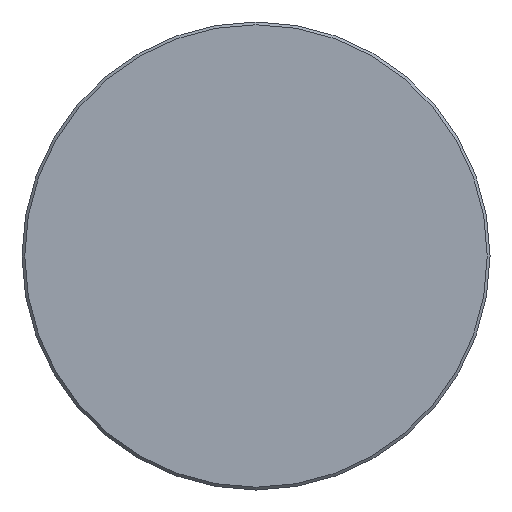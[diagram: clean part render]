
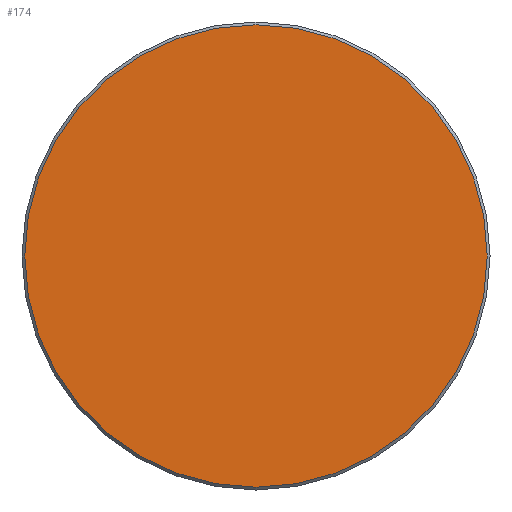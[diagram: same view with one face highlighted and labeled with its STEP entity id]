
A CAD part, front view. The second image highlights one B-rep face of the part: STEP entity #174.
In plain terms, the highlighted planar face has unit normal (0, -1, 0).
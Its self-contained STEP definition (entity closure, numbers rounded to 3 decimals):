
#44=FACE_OUTER_BOUND('',#55,.T.);
#55=EDGE_LOOP('',(#152));
#72=CIRCLE('',#219,16.55);
#89=VERTEX_POINT('',#329);
#111=EDGE_CURVE('',#89,#89,#72,.T.);
#152=ORIENTED_EDGE('',*,*,#111,.T.);
#166=PLANE('',#218);
#174=ADVANCED_FACE('',(#44),#166,.T.);
#218=AXIS2_PLACEMENT_3D('',#328,#273,#274);
#219=AXIS2_PLACEMENT_3D('',#330,#275,#276);
#273=DIRECTION('center_axis',(0.,-1.,0.));
#274=DIRECTION('ref_axis',(0.,0.,-1.));
#275=DIRECTION('center_axis',(0.,-1.,0.));
#276=DIRECTION('ref_axis',(0.,0.,-1.));
#328=CARTESIAN_POINT('Origin',(0.,0.,
0.));
#329=CARTESIAN_POINT('',(0.,0.,-16.55));
#330=CARTESIAN_POINT('Origin',(0.,0.,
0.));
